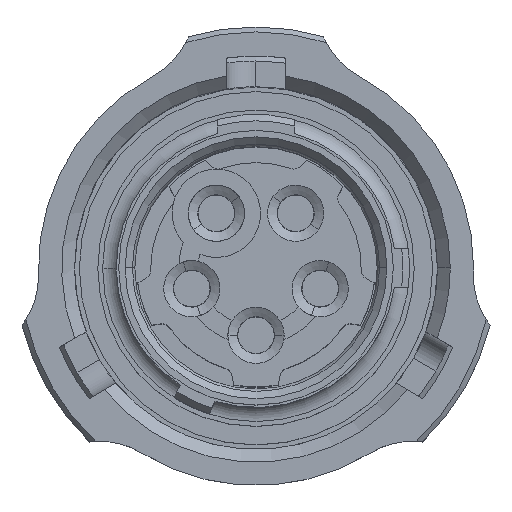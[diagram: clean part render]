
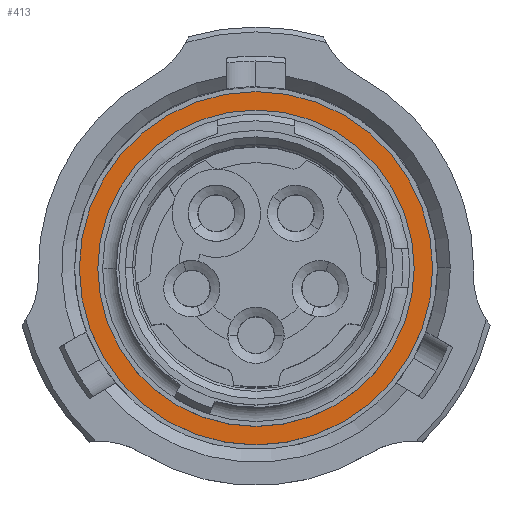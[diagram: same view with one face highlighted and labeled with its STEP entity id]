
A CAD part, top view. The second image highlights one B-rep face of the part: STEP entity #413.
In plain terms, the highlighted planar face has unit normal (0, 0, 1).
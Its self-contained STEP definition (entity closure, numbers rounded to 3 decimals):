
#30 = EDGE_CURVE ( 'NONE', #7081, #7321, #2461, .T. ) ;
#69 = EDGE_LOOP ( 'NONE', ( #73, #71 ) ) ;
#71 = ORIENTED_EDGE ( 'NONE', *, *, #30, .T. ) ;
#73 = ORIENTED_EDGE ( 'NONE', *, *, #7298, .T. ) ;
#91 = EDGE_CURVE ( 'NONE', #17027, #8188, #2649, .T. ) ;
#413 = ADVANCED_FACE ( 'NONE', ( #3743, #3749 ), #3719, .F. ) ;
#425 = EDGE_LOOP ( 'NONE', ( #7084, #593 ) ) ;
#593 = ORIENTED_EDGE ( 'NONE', *, *, #91, .F. ) ;
#2461 = CIRCLE ( 'NONE', #2468, 5.5 ) ;
#2468 = AXIS2_PLACEMENT_3D ( 'NONE', #2507, #2506, #2505 ) ;
#2505 = DIRECTION ( 'NONE',  ( 1., 0., 0. ) ) ;
#2506 = DIRECTION ( 'NONE',  ( 0., 0., 1. ) ) ;
#2507 = CARTESIAN_POINT ( 'NONE',  ( 0., 0., -9.15 ) ) ;
#2629 = CARTESIAN_POINT ( 'NONE',  ( 0., 0., -9.15 ) ) ;
#2649 = CIRCLE ( 'NONE', #2663, 4.925 ) ;
#2657 = DIRECTION ( 'NONE',  ( 1., 0., 0. ) ) ;
#2658 = DIRECTION ( 'NONE',  ( 0., 0., 1. ) ) ;
#2663 = AXIS2_PLACEMENT_3D ( 'NONE', #2629, #2658, #2657 ) ;
#3719 = PLANE ( 'NONE',  #3720 ) ;
#3720 = AXIS2_PLACEMENT_3D ( 'NONE', #3778, #3777, #3776 ) ;
#3743 = FACE_BOUND ( 'NONE', #425, .T. ) ;
#3749 = FACE_OUTER_BOUND ( 'NONE', #69, .T. ) ;
#3776 = DIRECTION ( 'NONE',  ( -1., 0., 0. ) ) ;
#3777 = DIRECTION ( 'NONE',  ( 0., 0., -1. ) ) ;
#3778 = CARTESIAN_POINT ( 'NONE',  ( 0., 4.925, -9.15 ) ) ;
#7081 = VERTEX_POINT ( 'NONE', #14154 ) ;
#7084 = ORIENTED_EDGE ( 'NONE', *, *, #17025, .F. ) ;
#7298 = EDGE_CURVE ( 'NONE', #7321, #7081, #14183, .T. ) ;
#7321 = VERTEX_POINT ( 'NONE', #14184 ) ;
#8188 = VERTEX_POINT ( 'NONE', #14252 ) ;
#14154 = CARTESIAN_POINT ( 'NONE',  ( -5.5, 0., -9.15 ) ) ;
#14179 = DIRECTION ( 'NONE',  ( 1., 0., 0. ) ) ;
#14180 = DIRECTION ( 'NONE',  ( 0., 0., 1. ) ) ;
#14181 = CARTESIAN_POINT ( 'NONE',  ( 0., 0., -9.15 ) ) ;
#14182 = AXIS2_PLACEMENT_3D ( 'NONE', #14181, #14180, #14179 ) ;
#14183 = CIRCLE ( 'NONE', #14182, 5.5 ) ;
#14184 = CARTESIAN_POINT ( 'NONE',  ( 5.5, 0., -9.15 ) ) ;
#14252 = CARTESIAN_POINT ( 'NONE',  ( 4.925, 0., -9.15 ) ) ;
#16226 = AXIS2_PLACEMENT_3D ( 'NONE', #16320, #16319, #16317 ) ;
#16282 = CIRCLE ( 'NONE', #16226, 4.925 ) ;
#16314 = CARTESIAN_POINT ( 'NONE',  ( -4.925, 0., -9.15 ) ) ;
#16317 = DIRECTION ( 'NONE',  ( 1., 0., 0. ) ) ;
#16319 = DIRECTION ( 'NONE',  ( 0., 0., 1. ) ) ;
#16320 = CARTESIAN_POINT ( 'NONE',  ( 0., 0., -9.15 ) ) ;
#17025 = EDGE_CURVE ( 'NONE', #8188, #17027, #16282, .T. ) ;
#17027 = VERTEX_POINT ( 'NONE', #16314 ) ;
